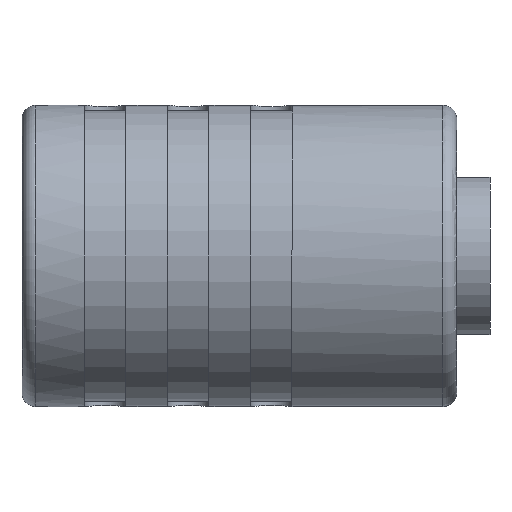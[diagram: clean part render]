
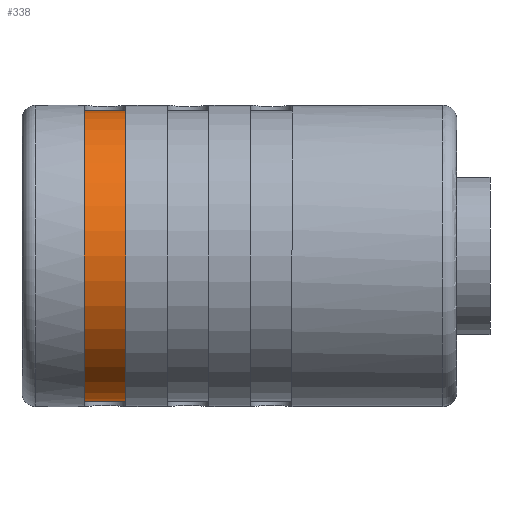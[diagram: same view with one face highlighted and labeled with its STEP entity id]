
A CAD part, front view. The second image highlights one B-rep face of the part: STEP entity #338.
In plain terms, the highlighted cylindrical face has radius 5.25 mm (diameter 10.5 mm), a partial arc.
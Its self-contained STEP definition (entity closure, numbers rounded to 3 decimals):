
#143=B_SPLINE_CURVE_WITH_KNOTS('',3,(#3209,#3210,#3211,#3212,#3213,#3214,
#3215,#3216,#3217,#3218,#3219,#3220,#3221,#3222,#3223,#3224,#3225,#3226,
#3227,#3228,#3229,#3230,#3231,#3232,#3233,#3234,#3235,#3236,#3237,#3238,
#3239),.UNSPECIFIED.,.F.,.F.,(4,3,3,3,3,3,3,3,3,3,4),(0.,0.107,
0.213,0.321,0.428,0.536,
0.642,0.748,0.856,0.964,1.),
 .UNSPECIFIED.);
#144=B_SPLINE_CURVE_WITH_KNOTS('',3,(#3240,#3241,#3242,#3243,#3244,#3245,
#3246,#3247,#3248,#3249,#3250,#3251,#3252,#3253,#3254,#3255,#3256,#3257,
#3258,#3259,#3260,#3261,#3262,#3263,#3264,#3265,#3266,#3267,#3268,#3269,
#3270),.UNSPECIFIED.,.F.,.F.,(4,3,3,3,3,3,3,3,3,3,4),(0.,0.107,
0.213,0.321,0.428,0.536,
0.642,0.748,0.856,0.964,1.),
 .UNSPECIFIED.);
#243=CYLINDRICAL_SURFACE('',#1955,5.25);
#338=ADVANCED_FACE('',(#477),#243,.T.);
#477=FACE_OUTER_BOUND('',#598,.T.);
#598=EDGE_LOOP('',(#1099,#1100,#1101,#1102));
#706=CIRCLE('',#1951,5.25);
#707=CIRCLE('',#1953,5.25);
#1099=ORIENTED_EDGE('',*,*,#1541,.T.);
#1100=ORIENTED_EDGE('',*,*,#1535,.T.);
#1101=ORIENTED_EDGE('',*,*,#1542,.T.);
#1102=ORIENTED_EDGE('',*,*,#1539,.F.);
#1317=VERTEX_POINT('',#3198);
#1318=VERTEX_POINT('',#3199);
#1319=VERTEX_POINT('',#3204);
#1320=VERTEX_POINT('',#3206);
#1535=EDGE_CURVE('',#1317,#1318,#706,.T.);
#1539=EDGE_CURVE('',#1319,#1320,#707,.T.);
#1541=EDGE_CURVE('',#1319,#1317,#143,.T.);
#1542=EDGE_CURVE('',#1318,#1320,#144,.T.);
#1951=AXIS2_PLACEMENT_3D('',#3197,#2418,#2419);
#1953=AXIS2_PLACEMENT_3D('',#3205,#2425,#2426);
#1955=AXIS2_PLACEMENT_3D('',#3271,#2430,#2431);
#2418=DIRECTION('',(-1.,0.,0.));
#2419=DIRECTION('',(0.,0.,-1.));
#2425=DIRECTION('',(-1.,0.,0.));
#2426=DIRECTION('',(0.,0.,-1.));
#2430=DIRECTION('',(-1.,0.,0.));
#2431=DIRECTION('',(0.,0.,-1.));
#3197=CARTESIAN_POINT('',(78.75,20.5,-3.5));
#3198=CARTESIAN_POINT('',(78.75,20.5,-8.75));
#3199=CARTESIAN_POINT('',(78.75,20.5,1.75));
#3204=CARTESIAN_POINT('',(77.25,20.5,-8.75));
#3205=CARTESIAN_POINT('',(77.25,20.5,-3.5));
#3206=CARTESIAN_POINT('',(77.25,20.5,1.75));
#3209=CARTESIAN_POINT('',(77.25,20.5,-8.75));
#3210=CARTESIAN_POINT('',(77.25,20.583,-8.75));
#3211=CARTESIAN_POINT('',(77.264,20.668,-8.748));
#3212=CARTESIAN_POINT('',(77.292,20.747,-8.744));
#3213=CARTESIAN_POINT('',(77.319,20.826,-8.74));
#3214=CARTESIAN_POINT('',(77.36,20.901,-8.735));
#3215=CARTESIAN_POINT('',(77.412,20.966,-8.729));
#3216=CARTESIAN_POINT('',(77.464,21.031,-8.723));
#3217=CARTESIAN_POINT('',(77.528,21.089,-8.717));
#3218=CARTESIAN_POINT('',(77.599,21.134,-8.712));
#3219=CARTESIAN_POINT('',(77.67,21.179,-8.706));
#3220=CARTESIAN_POINT('',(77.75,21.212,-8.702));
#3221=CARTESIAN_POINT('',(77.832,21.231,-8.699));
#3222=CARTESIAN_POINT('',(77.914,21.25,-8.696));
#3223=CARTESIAN_POINT('',(78.,21.255,-8.695));
#3224=CARTESIAN_POINT('',(78.083,21.245,-8.697));
#3225=CARTESIAN_POINT('',(78.166,21.236,-8.698));
#3226=CARTESIAN_POINT('',(78.248,21.213,-8.702));
#3227=CARTESIAN_POINT('',(78.323,21.177,-8.706));
#3228=CARTESIAN_POINT('',(78.398,21.141,-8.711));
#3229=CARTESIAN_POINT('',(78.468,21.092,-8.717));
#3230=CARTESIAN_POINT('',(78.527,21.033,-8.723));
#3231=CARTESIAN_POINT('',(78.587,20.974,-8.729));
#3232=CARTESIAN_POINT('',(78.637,20.904,-8.735));
#3233=CARTESIAN_POINT('',(78.674,20.829,-8.74));
#3234=CARTESIAN_POINT('',(78.711,20.753,-8.744));
#3235=CARTESIAN_POINT('',(78.735,20.67,-8.748));
#3236=CARTESIAN_POINT('',(78.745,20.586,-8.749));
#3237=CARTESIAN_POINT('',(78.748,20.558,-8.75));
#3238=CARTESIAN_POINT('',(78.75,20.529,-8.75));
#3239=CARTESIAN_POINT('',(78.75,20.5,-8.75));
#3240=CARTESIAN_POINT('',(78.75,20.5,1.75));
#3241=CARTESIAN_POINT('',(78.75,20.583,1.75));
#3242=CARTESIAN_POINT('',(78.736,20.668,1.748));
#3243=CARTESIAN_POINT('',(78.708,20.747,1.744));
#3244=CARTESIAN_POINT('',(78.681,20.826,1.74));
#3245=CARTESIAN_POINT('',(78.64,20.901,1.735));
#3246=CARTESIAN_POINT('',(78.588,20.966,1.729));
#3247=CARTESIAN_POINT('',(78.536,21.031,1.723));
#3248=CARTESIAN_POINT('',(78.472,21.089,1.717));
#3249=CARTESIAN_POINT('',(78.401,21.134,1.712));
#3250=CARTESIAN_POINT('',(78.33,21.179,1.706));
#3251=CARTESIAN_POINT('',(78.25,21.212,1.702));
#3252=CARTESIAN_POINT('',(78.168,21.231,1.699));
#3253=CARTESIAN_POINT('',(78.086,21.25,1.696));
#3254=CARTESIAN_POINT('',(78.,21.255,1.695));
#3255=CARTESIAN_POINT('',(77.917,21.245,1.697));
#3256=CARTESIAN_POINT('',(77.834,21.236,1.698));
#3257=CARTESIAN_POINT('',(77.752,21.213,1.702));
#3258=CARTESIAN_POINT('',(77.677,21.177,1.706));
#3259=CARTESIAN_POINT('',(77.602,21.141,1.711));
#3260=CARTESIAN_POINT('',(77.532,21.092,1.717));
#3261=CARTESIAN_POINT('',(77.473,21.033,1.723));
#3262=CARTESIAN_POINT('',(77.413,20.974,1.729));
#3263=CARTESIAN_POINT('',(77.363,20.904,1.735));
#3264=CARTESIAN_POINT('',(77.326,20.829,1.74));
#3265=CARTESIAN_POINT('',(77.289,20.753,1.744));
#3266=CARTESIAN_POINT('',(77.265,20.67,1.748));
#3267=CARTESIAN_POINT('',(77.255,20.586,1.749));
#3268=CARTESIAN_POINT('',(77.252,20.558,1.75));
#3269=CARTESIAN_POINT('',(77.25,20.529,1.75));
#3270=CARTESIAN_POINT('',(77.25,20.5,1.75));
#3271=CARTESIAN_POINT('',(78.75,20.5,-3.5));
